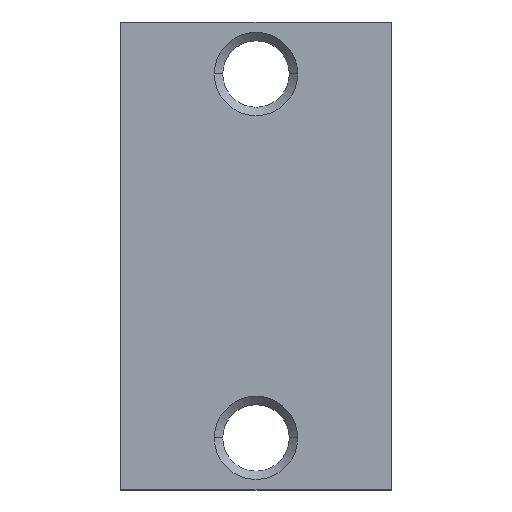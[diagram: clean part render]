
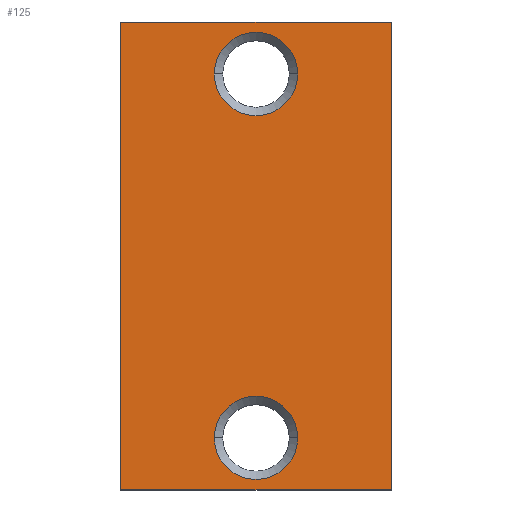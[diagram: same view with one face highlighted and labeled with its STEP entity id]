
A CAD part, top view. The second image highlights one B-rep face of the part: STEP entity #125.
In plain terms, the highlighted planar face has unit normal (0, 0, 1).
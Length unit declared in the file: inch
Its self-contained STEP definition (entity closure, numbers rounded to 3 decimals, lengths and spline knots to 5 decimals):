
#6 = CARTESIAN_POINT ( 'NONE',  ( 0., 0.09843, 0.17717 ) ) ;
#32 = EDGE_CURVE ( 'NONE', #340, #241, #817, .T. ) ;
#51 = FACE_BOUND ( 'NONE', #913, .T. ) ;
#64 = CIRCLE ( 'NONE', #876, 0.07874 ) ;
#65 = DIRECTION ( 'NONE',  ( 0., 0., -1. ) ) ;
#100 = VERTEX_POINT ( 'NONE', #698 ) ;
#112 = ORIENTED_EDGE ( 'NONE', *, *, #755, .T. ) ;
#125 = ADVANCED_FACE ( 'NONE', ( #895, #51, #152 ), #476, .F. ) ;
#152 = FACE_OUTER_BOUND ( 'NONE', #988, .T. ) ;
#158 = CARTESIAN_POINT ( 'NONE',  ( -0.25591, 0.88583, 0.17717 ) ) ;
#168 = CARTESIAN_POINT ( 'NONE',  ( -0.07874, 0.7874, 0.17717 ) ) ;
#169 = VERTEX_POINT ( 'NONE', #318 ) ;
#186 = EDGE_CURVE ( 'NONE', #273, #340, #679, .T. ) ;
#230 = DIRECTION ( 'NONE',  ( 0., 0., -1. ) ) ;
#234 = DIRECTION ( 'NONE',  ( -1., 0., 0. ) ) ;
#241 = VERTEX_POINT ( 'NONE', #575 ) ;
#250 = AXIS2_PLACEMENT_3D ( 'NONE', #158, #65, #234 ) ;
#273 = VERTEX_POINT ( 'NONE', #422 ) ;
#275 = CIRCLE ( 'NONE', #610, 0.07874 ) ;
#279 = VERTEX_POINT ( 'NONE', #168 ) ;
#283 = VERTEX_POINT ( 'NONE', #714 ) ;
#311 = DIRECTION ( 'NONE',  ( 1., 0., 0. ) ) ;
#312 = ORIENTED_EDGE ( 'NONE', *, *, #343, .T. ) ;
#314 = CARTESIAN_POINT ( 'NONE',  ( 0., 0.7874, 0.17717 ) ) ;
#318 = CARTESIAN_POINT ( 'NONE',  ( -0.07874, 0.09843, 0.17717 ) ) ;
#325 = DIRECTION ( 'NONE',  ( 0., 0., -1. ) ) ;
#340 = VERTEX_POINT ( 'NONE', #571 ) ;
#342 = DIRECTION ( 'NONE',  ( -1., 0., 0. ) ) ;
#343 = EDGE_CURVE ( 'NONE', #654, #169, #839, .T. ) ;
#372 = VECTOR ( 'NONE', #584, 39.37008 ) ;
#374 = AXIS2_PLACEMENT_3D ( 'NONE', #877, #890, #447 ) ;
#383 = EDGE_CURVE ( 'NONE', #100, #279, #785, .T. ) ;
#396 = DIRECTION ( 'NONE',  ( -1., 0., 0. ) ) ;
#422 = CARTESIAN_POINT ( 'NONE',  ( -0.25591, 0.88583, 0.17717 ) ) ;
#428 = CARTESIAN_POINT ( 'NONE',  ( 0., 0.09843, 0.17717 ) ) ;
#447 = DIRECTION ( 'NONE',  ( -1., 0., 0. ) ) ;
#476 = PLANE ( 'NONE',  #250 ) ;
#495 = DIRECTION ( 'NONE',  ( -1., 0., 0. ) ) ;
#523 = ORIENTED_EDGE ( 'NONE', *, *, #931, .T. ) ;
#528 = LINE ( 'NONE', #818, #550 ) ;
#550 = VECTOR ( 'NONE', #833, 39.37008 ) ;
#571 = CARTESIAN_POINT ( 'NONE',  ( 0.25591, 0.88583, 0.17717 ) ) ;
#575 = CARTESIAN_POINT ( 'NONE',  ( 0.25591, 0., 0.17717 ) ) ;
#583 = ORIENTED_EDGE ( 'NONE', *, *, #383, .T. ) ;
#584 = DIRECTION ( 'NONE',  ( 0., -1., 0. ) ) ;
#595 = CARTESIAN_POINT ( 'NONE',  ( 0.25591, 0.88583, 0.17717 ) ) ;
#610 = AXIS2_PLACEMENT_3D ( 'NONE', #314, #230, #396 ) ;
#647 = DIRECTION ( 'NONE',  ( 0., -1., 0. ) ) ;
#653 = ORIENTED_EDGE ( 'NONE', *, *, #747, .T. ) ;
#654 = VERTEX_POINT ( 'NONE', #696 ) ;
#679 = LINE ( 'NONE', #906, #869 ) ;
#684 = AXIS2_PLACEMENT_3D ( 'NONE', #6, #325, #495 ) ;
#696 = CARTESIAN_POINT ( 'NONE',  ( 0.07874, 0.09843, 0.17717 ) ) ;
#698 = CARTESIAN_POINT ( 'NONE',  ( 0.07874, 0.7874, 0.17717 ) ) ;
#714 = CARTESIAN_POINT ( 'NONE',  ( -0.25591, 0., 0.17717 ) ) ;
#725 = ORIENTED_EDGE ( 'NONE', *, *, #960, .T. ) ;
#747 = EDGE_CURVE ( 'NONE', #273, #283, #950, .T. ) ;
#755 = EDGE_CURVE ( 'NONE', #169, #654, #64, .T. ) ;
#767 = VECTOR ( 'NONE', #647, 39.37008 ) ;
#785 = CIRCLE ( 'NONE', #374, 0.07874 ) ;
#790 = ORIENTED_EDGE ( 'NONE', *, *, #186, .F. ) ;
#792 = DIRECTION ( 'NONE',  ( 0., 0., -1. ) ) ;
#817 = LINE ( 'NONE', #595, #372 ) ;
#818 = CARTESIAN_POINT ( 'NONE',  ( -0.25591, 0., 0.17717 ) ) ;
#833 = DIRECTION ( 'NONE',  ( 1., 0., 0. ) ) ;
#839 = CIRCLE ( 'NONE', #684, 0.07874 ) ;
#861 = ORIENTED_EDGE ( 'NONE', *, *, #32, .F. ) ;
#869 = VECTOR ( 'NONE', #311, 39.37008 ) ;
#876 = AXIS2_PLACEMENT_3D ( 'NONE', #428, #792, #342 ) ;
#877 = CARTESIAN_POINT ( 'NONE',  ( 0., 0.7874, 0.17717 ) ) ;
#890 = DIRECTION ( 'NONE',  ( 0., 0., -1. ) ) ;
#895 = FACE_BOUND ( 'NONE', #921, .T. ) ;
#906 = CARTESIAN_POINT ( 'NONE',  ( -0.25591, 0.88583, 0.17717 ) ) ;
#913 = EDGE_LOOP ( 'NONE', ( #312, #112 ) ) ;
#921 = EDGE_LOOP ( 'NONE', ( #583, #725 ) ) ;
#926 = CARTESIAN_POINT ( 'NONE',  ( -0.25591, 0.88583, 0.17717 ) ) ;
#931 = EDGE_CURVE ( 'NONE', #283, #241, #528, .T. ) ;
#950 = LINE ( 'NONE', #926, #767 ) ;
#960 = EDGE_CURVE ( 'NONE', #279, #100, #275, .T. ) ;
#988 = EDGE_LOOP ( 'NONE', ( #523, #861, #790, #653 ) ) ;
